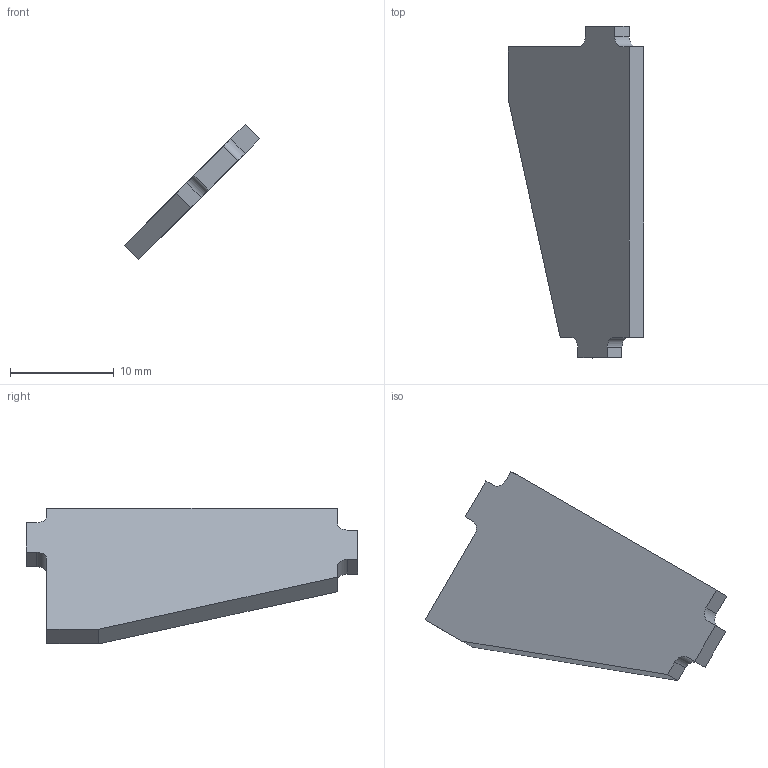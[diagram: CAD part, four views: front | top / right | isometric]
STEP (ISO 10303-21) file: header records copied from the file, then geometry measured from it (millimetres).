
FILE_DESCRIPTION(('CATIA V5 STEP Exchange'),'2;1');
FILE_NAME('FR_10001_7 (Frame Brake).stp','2020-02-26T08:21:25+00:00',('none'),('none'),'CATIA Version 5 Release 19 SP 2 (IN-10)','CATIA V5 STEP AP203','none');
FILE_SCHEMA(('CONFIG_CONTROL_DESIGN'));
Length unit declared in the file: millimetre
Products named in the file (1): FR_10001_7 (Frame Brake)
Bounding box: 13.1 x 32 x 13.1 mm (x, y, z)
Volume: 795.6 mm3; surface area: 974.2 mm2
Topology: 1 solids, 1 shells, 19 faces, 51 edges, 34 vertices
Faces by surface type: plane 15, cylinder 4
Entity records: 615 total; most frequent: CARTESIAN_POINT 105, ORIENTED_EDGE 102, DIRECTION 83, EDGE_CURVE 51, VECTOR 41, LINE 41, VERTEX_POINT 34, AXIS2_PLACEMENT_3D 26
